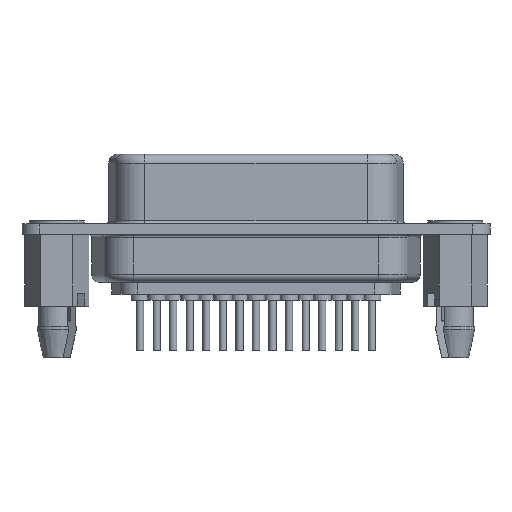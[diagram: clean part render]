
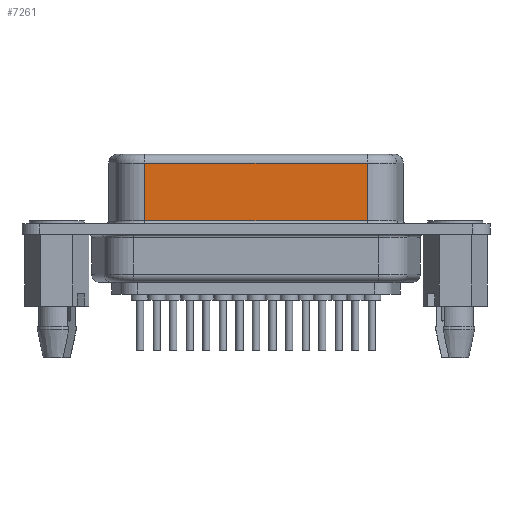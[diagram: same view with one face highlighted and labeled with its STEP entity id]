
A CAD part, front view. The second image highlights one B-rep face of the part: STEP entity #7261.
In plain terms, the highlighted planar face has unit normal (0, -1, 0).
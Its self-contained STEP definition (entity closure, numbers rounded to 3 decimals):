
#855 = DIRECTION ( 'NONE',  ( 0., 0., -1. ) ) ;
#857 = CARTESIAN_POINT ( 'NONE',  ( 9.319, -3.95, 6.25 ) ) ;
#936 = CARTESIAN_POINT ( 'NONE',  ( 9.319, -3.95, 0.7 ) ) ;
#938 = DIRECTION ( 'NONE',  ( 1., 0., 0. ) ) ;
#1253 = FACE_OUTER_BOUND ( 'NONE', #2253, .T. ) ;
#1685 = VERTEX_POINT ( 'NONE', #3929 ) ;
#1734 = VERTEX_POINT ( 'NONE', #4013 ) ;
#2122 = VERTEX_POINT ( 'NONE', #4103 ) ;
#2219 = VERTEX_POINT ( 'NONE', #4136 ) ;
#2253 = EDGE_LOOP ( 'NONE', ( #10162, #10176, #9796, #9811 ) ) ;
#3587 = CARTESIAN_POINT ( 'NONE',  ( -9.319, -3.95, 6.25 ) ) ;
#3590 = PLANE ( 'NONE',  #8574 ) ;
#3592 = DIRECTION ( 'NONE',  ( 0., 1., 0. ) ) ;
#3593 = DIRECTION ( 'NONE',  ( 0., 0., 1. ) ) ;
#3929 = CARTESIAN_POINT ( 'NONE',  ( -9.319, -3.95, 0.7 ) ) ;
#4013 = CARTESIAN_POINT ( 'NONE',  ( -9.319, -3.95, 5.5 ) ) ;
#4103 = CARTESIAN_POINT ( 'NONE',  ( 9.319, -3.95, 0.7 ) ) ;
#4136 = CARTESIAN_POINT ( 'NONE',  ( 9.319, -3.95, 5.5 ) ) ;
#5075 = CARTESIAN_POINT ( 'NONE',  ( -9.319, -3.95, 6.25 ) ) ;
#5082 = DIRECTION ( 'NONE',  ( 0., 0., -1. ) ) ;
#6356 = CARTESIAN_POINT ( 'NONE',  ( -9.319, -3.95, 5.5 ) ) ;
#6364 = DIRECTION ( 'NONE',  ( -1., 0., 0. ) ) ;
#7261 = ADVANCED_FACE ( 'NONE', ( #1253 ), #3590, .F. ) ;
#7563 = EDGE_CURVE ( 'NONE', #2219, #2122, #9228, .T. ) ;
#7593 = EDGE_CURVE ( 'NONE', #1685, #2122, #8758, .T. ) ;
#7724 = EDGE_CURVE ( 'NONE', #1734, #1685, #8546, .T. ) ;
#8376 = EDGE_CURVE ( 'NONE', #2219, #1734, #9573, .T. ) ;
#8546 = LINE ( 'NONE', #5075, #9505 ) ;
#8574 = AXIS2_PLACEMENT_3D ( 'NONE', #3587, #3592, #3593 ) ;
#8758 = LINE ( 'NONE', #936, #9400 ) ;
#8787 = VECTOR ( 'NONE', #855, 1000. ) ;
#9228 = LINE ( 'NONE', #857, #8787 ) ;
#9375 = VECTOR ( 'NONE', #6364, 1000. ) ;
#9400 = VECTOR ( 'NONE', #938, 1000. ) ;
#9505 = VECTOR ( 'NONE', #5082, 1000. ) ;
#9573 = LINE ( 'NONE', #6356, #9375 ) ;
#9796 = ORIENTED_EDGE ( 'NONE', *, *, #7563, .F. ) ;
#9811 = ORIENTED_EDGE ( 'NONE', *, *, #8376, .T. ) ;
#10162 = ORIENTED_EDGE ( 'NONE', *, *, #7724, .T. ) ;
#10176 = ORIENTED_EDGE ( 'NONE', *, *, #7593, .T. ) ;
